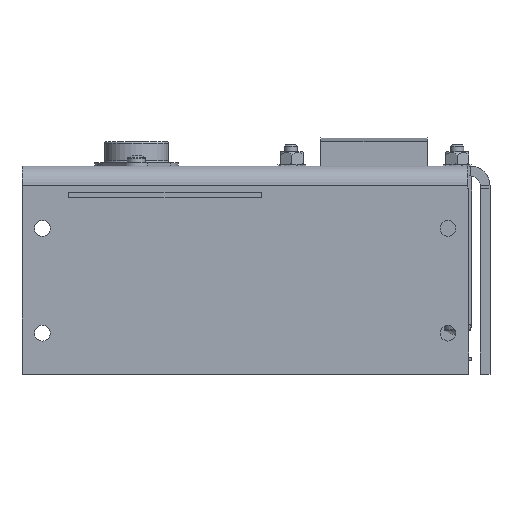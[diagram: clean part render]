
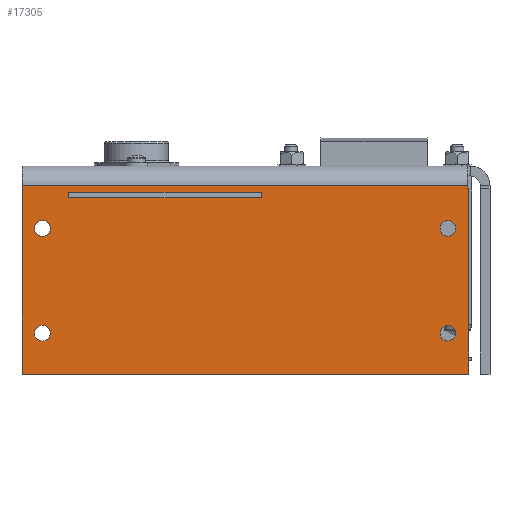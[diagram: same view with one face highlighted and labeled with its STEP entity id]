
A CAD part, front view. The second image highlights one B-rep face of the part: STEP entity #17305.
In plain terms, the highlighted planar face has unit normal (0, -1, 0).
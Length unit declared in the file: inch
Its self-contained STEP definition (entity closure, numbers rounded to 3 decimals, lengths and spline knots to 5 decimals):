
#582 = VECTOR ( 'NONE', #3192, 39.37008 ) ;
#1805 = CARTESIAN_POINT ( 'NONE',  ( 2.5552, -2.4375, 2.23425 ) ) ;
#2465 = EDGE_CURVE ( 'NONE', #5749, #5749, #14339, .T. ) ;
#2660 = CARTESIAN_POINT ( 'NONE',  ( -2.56805, -2.4375, 1.75197 ) ) ;
#3013 = VERTEX_POINT ( 'NONE', #9982 ) ;
#3192 = DIRECTION ( 'NONE',  ( 0., 0., 1. ) ) ;
#3228 = EDGE_CURVE ( 'NONE', #10004, #4509, #18493, .T. ) ;
#4293 = ORIENTED_EDGE ( 'NONE', *, *, #11761, .F. ) ;
#4469 = CIRCLE ( 'NONE', #25518, 0.09449 ) ;
#4509 = VERTEX_POINT ( 'NONE', #22895 ) ;
#4620 = EDGE_CURVE ( 'NONE', #20257, #29801, #16887, .T. ) ;
#4745 = ORIENTED_EDGE ( 'NONE', *, *, #16335, .T. ) ;
#5503 = CARTESIAN_POINT ( 'NONE',  ( 2.5552, -2.4375, 2.5 ) ) ;
#5627 = AXIS2_PLACEMENT_3D ( 'NONE', #2660, #21838, #9596 ) ;
#5673 = LINE ( 'NONE', #5817, #26538 ) ;
#5749 = VERTEX_POINT ( 'NONE', #24759 ) ;
#5817 = CARTESIAN_POINT ( 'NONE',  ( -2.8125, -2.4375, 0. ) ) ;
#6163 = ORIENTED_EDGE ( 'NONE', *, *, #10264, .T. ) ;
#6188 = FACE_BOUND ( 'NONE', #9867, .T. ) ;
#6533 = CARTESIAN_POINT ( 'NONE',  ( -2.8125, -2.4375, 2.5 ) ) ;
#6670 = VERTEX_POINT ( 'NONE', #25487 ) ;
#7331 = EDGE_CURVE ( 'NONE', #16498, #20257, #21782, .T. ) ;
#7340 = EDGE_LOOP ( 'NONE', ( #7683 ) ) ;
#7683 = ORIENTED_EDGE ( 'NONE', *, *, #15073, .F. ) ;
#7948 = DIRECTION ( 'NONE',  ( 0., -1., 0. ) ) ;
#8144 = ORIENTED_EDGE ( 'NONE', *, *, #2465, .F. ) ;
#8474 = EDGE_CURVE ( 'NONE', #24148, #24148, #4469, .T. ) ;
#8623 = FACE_BOUND ( 'NONE', #7340, .T. ) ;
#8748 = ORIENTED_EDGE ( 'NONE', *, *, #7331, .T. ) ;
#9108 = DIRECTION ( 'NONE',  ( 0., 1., 0. ) ) ;
#9596 = DIRECTION ( 'NONE',  ( 1., 0., 0. ) ) ;
#9867 = EDGE_LOOP ( 'NONE', ( #29902 ) ) ;
#9982 = CARTESIAN_POINT ( 'NONE',  ( 2.54675, -2.4375, 2.26378 ) ) ;
#10004 = VERTEX_POINT ( 'NONE', #15757 ) ;
#10094 = CARTESIAN_POINT ( 'NONE',  ( 2.54675, -2.4375, 2.5 ) ) ;
#10264 = EDGE_CURVE ( 'NONE', #29801, #3013, #28144, .T. ) ;
#10615 = CARTESIAN_POINT ( 'NONE',  ( 2.5552, -2.4375, 0. ) ) ;
#10962 = FACE_BOUND ( 'NONE', #13338, .T. ) ;
#11264 = EDGE_CURVE ( 'NONE', #3013, #10004, #29482, .T. ) ;
#11712 = ORIENTED_EDGE ( 'NONE', *, *, #4620, .T. ) ;
#11761 = EDGE_CURVE ( 'NONE', #22597, #22597, #16721, .T. ) ;
#12009 = VECTOR ( 'NONE', #25371, 39.37008 ) ;
#13101 = DIRECTION ( 'NONE',  ( 0., -1., 0. ) ) ;
#13338 = EDGE_LOOP ( 'NONE', ( #4293 ) ) ;
#13394 = DIRECTION ( 'NONE',  ( 0., -1., 0. ) ) ;
#14005 = DIRECTION ( 'NONE',  ( -1., 0., 0. ) ) ;
#14339 = CIRCLE ( 'NONE', #29973, 0.09449 ) ;
#14526 = DIRECTION ( 'NONE',  ( 0., 0., 1. ) ) ;
#15065 = DIRECTION ( 'NONE',  ( -1., 0., 0. ) ) ;
#15073 = EDGE_CURVE ( 'NONE', #6670, #6670, #18877, .T. ) ;
#15177 = DIRECTION ( 'NONE',  ( 1., 0., 0. ) ) ;
#15392 = CARTESIAN_POINT ( 'NONE',  ( -2.56805, -2.4375, 0.49213 ) ) ;
#15557 = CARTESIAN_POINT ( 'NONE',  ( -2.8125, -2.4375, 2.26378 ) ) ;
#15757 = CARTESIAN_POINT ( 'NONE',  ( -2.8125, -2.4375, 2.26378 ) ) ;
#16144 = VECTOR ( 'NONE', #15065, 39.37008 ) ;
#16335 = EDGE_CURVE ( 'NONE', #4509, #16498, #5673, .T. ) ;
#16498 = VERTEX_POINT ( 'NONE', #10615 ) ;
#16721 = CIRCLE ( 'NONE', #20193, 0.09449 ) ;
#16887 = LINE ( 'NONE', #28959, #16144 ) ;
#17138 = EDGE_LOOP ( 'NONE', ( #6163, #17897, #28564, #4745, #8748, #11712 ) ) ;
#17305 = ADVANCED_FACE ( 'NONE', ( #6188, #27310, #10962, #8623, #22742 ), #29747, .F. ) ;
#17897 = ORIENTED_EDGE ( 'NONE', *, *, #11264, .T. ) ;
#18493 = LINE ( 'NONE', #6533, #12009 ) ;
#18877 = CIRCLE ( 'NONE', #5627, 0.09449 ) ;
#19395 = EDGE_LOOP ( 'NONE', ( #8144 ) ) ;
#20193 = AXIS2_PLACEMENT_3D ( 'NONE', #27455, #13394, #25322 ) ;
#20257 = VERTEX_POINT ( 'NONE', #1805 ) ;
#21782 = LINE ( 'NONE', #5503, #582 ) ;
#21838 = DIRECTION ( 'NONE',  ( 0., -1., 0. ) ) ;
#22442 = DIRECTION ( 'NONE',  ( 1., 0., 0. ) ) ;
#22597 = VERTEX_POINT ( 'NONE', #27791 ) ;
#22742 = FACE_OUTER_BOUND ( 'NONE', #17138, .T. ) ;
#22895 = CARTESIAN_POINT ( 'NONE',  ( -2.8125, -2.4375, 0. ) ) ;
#23804 = CARTESIAN_POINT ( 'NONE',  ( 2.54675, -2.4375, 2.23425 ) ) ;
#24148 = VERTEX_POINT ( 'NONE', #27038 ) ;
#24759 = CARTESIAN_POINT ( 'NONE',  ( 2.40144, -2.4375, 1.75197 ) ) ;
#24899 = DIRECTION ( 'NONE',  ( -1., 0., 0. ) ) ;
#25058 = VECTOR ( 'NONE', #24899, 39.37008 ) ;
#25322 = DIRECTION ( 'NONE',  ( 1., 0., 0. ) ) ;
#25371 = DIRECTION ( 'NONE',  ( 0., 0., -1. ) ) ;
#25487 = CARTESIAN_POINT ( 'NONE',  ( -2.47356, -2.4375, 1.75197 ) ) ;
#25518 = AXIS2_PLACEMENT_3D ( 'NONE', #15392, #13101, #22442 ) ;
#25625 = CARTESIAN_POINT ( 'NONE',  ( -2.8125, -2.4375, 2.5 ) ) ;
#26538 = VECTOR ( 'NONE', #15177, 39.37008 ) ;
#27038 = CARTESIAN_POINT ( 'NONE',  ( -2.47356, -2.4375, 0.49213 ) ) ;
#27097 = CARTESIAN_POINT ( 'NONE',  ( 2.30695, -2.4375, 1.75197 ) ) ;
#27310 = FACE_BOUND ( 'NONE', #19395, .T. ) ;
#27455 = CARTESIAN_POINT ( 'NONE',  ( 2.30695, -2.4375, 0.49213 ) ) ;
#27791 = CARTESIAN_POINT ( 'NONE',  ( 2.40144, -2.4375, 0.49213 ) ) ;
#27922 = AXIS2_PLACEMENT_3D ( 'NONE', #25625, #9108, #14005 ) ;
#28144 = LINE ( 'NONE', #10094, #28217 ) ;
#28217 = VECTOR ( 'NONE', #14526, 39.37008 ) ;
#28564 = ORIENTED_EDGE ( 'NONE', *, *, #3228, .T. ) ;
#28959 = CARTESIAN_POINT ( 'NONE',  ( -2.8125, -2.4375, 2.23425 ) ) ;
#29081 = DIRECTION ( 'NONE',  ( 1., 0., 0. ) ) ;
#29482 = LINE ( 'NONE', #15557, #25058 ) ;
#29747 = PLANE ( 'NONE',  #27922 ) ;
#29801 = VERTEX_POINT ( 'NONE', #23804 ) ;
#29902 = ORIENTED_EDGE ( 'NONE', *, *, #8474, .F. ) ;
#29973 = AXIS2_PLACEMENT_3D ( 'NONE', #27097, #7948, #29081 ) ;
